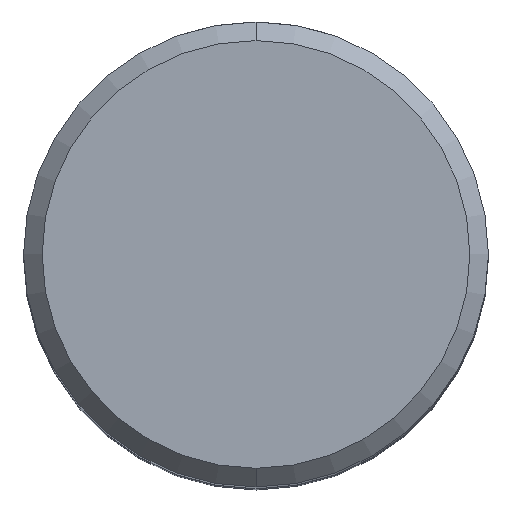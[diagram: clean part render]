
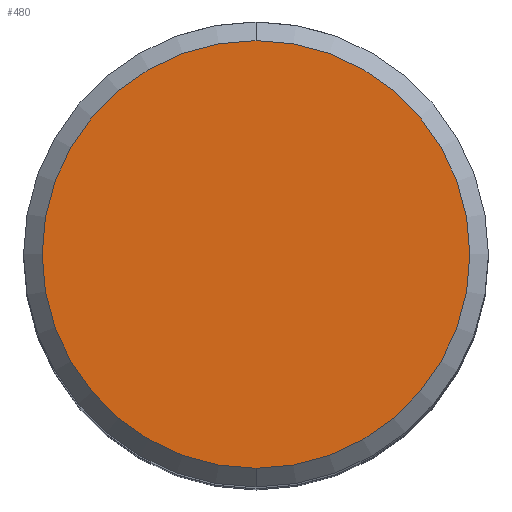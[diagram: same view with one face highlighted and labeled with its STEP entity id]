
A CAD part, top view. The second image highlights one B-rep face of the part: STEP entity #480.
In plain terms, the highlighted planar face has unit normal (0, 0, 1).
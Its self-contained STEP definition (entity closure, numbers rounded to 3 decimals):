
#208=VERTEX_POINT('',#573);
#278=VERTEX_POINT('',#647);
#312=EDGE_CURVE('',#278,#208,#682,.T.);
#476=EDGE_CURVE('',#208,#278,#868,.T.);
#480=ADVANCED_FACE('',(#872),#873,.T.);
#573=CARTESIAN_POINT('',(0.0,11.5,0.0));
#647=CARTESIAN_POINT('',(0.,-11.5,0.0));
#682=CIRCLE('',#1268,11.5);
#868=CIRCLE('',#1663,11.5);
#872=FACE_OUTER_BOUND('',#1667,.T.);
#873=PLANE('',#1668);
#1268=AXIS2_PLACEMENT_3D('',#1930,#1931,#1932);
#1663=AXIS2_PLACEMENT_3D('',#2151,#2152,#2153);
#1667=EDGE_LOOP('',(#2155,#2156));
#1668=AXIS2_PLACEMENT_3D('',#2157,#2158,#2159);
#1930=CARTESIAN_POINT('',(0.0,0.0,0.0));
#1931=DIRECTION('',(0.0,0.0,-1.0));
#1932=DIRECTION('',(0.0,1.0,0.0));
#2151=CARTESIAN_POINT('',(0.0,0.0,0.0));
#2152=DIRECTION('',(0.0,0.0,-1.0));
#2153=DIRECTION('',(0.0,1.0,0.0));
#2155=ORIENTED_EDGE('',*,*,#476,.F.);
#2156=ORIENTED_EDGE('',*,*,#312,.F.);
#2157=CARTESIAN_POINT('',(0.0,5.75,0.0));
#2158=DIRECTION('',(-0.0,0.0,1.0));
#2159=DIRECTION('',(0.0,-1.0,0.0));
